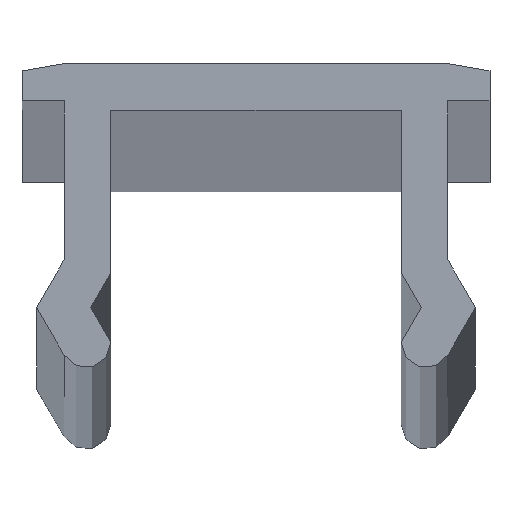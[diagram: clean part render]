
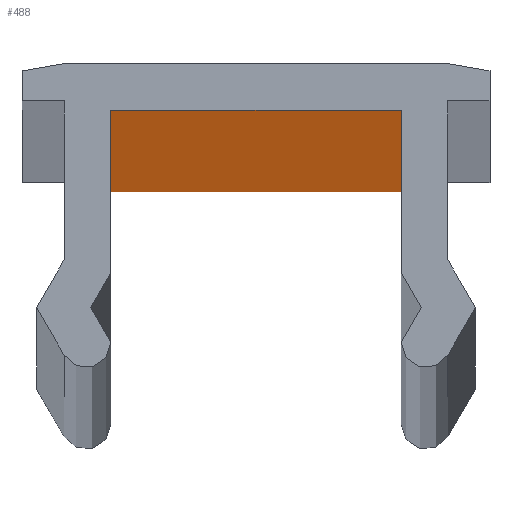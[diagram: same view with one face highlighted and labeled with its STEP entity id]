
A CAD part, top view. The second image highlights one B-rep face of the part: STEP entity #488.
In plain terms, the highlighted planar face has unit normal (0, -1, 0).
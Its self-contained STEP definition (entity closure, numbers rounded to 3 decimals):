
#78 = VECTOR ( 'NONE', #640, 1000. ) ;
#91 = AXIS2_PLACEMENT_3D ( 'NONE', #772, #769, #186 ) ;
#125 = CARTESIAN_POINT ( 'NONE',  ( -3.1, -1., 1000. ) ) ;
#142 = VERTEX_POINT ( 'NONE', #285 ) ;
#164 = EDGE_LOOP ( 'NONE', ( #554, #756, #677, #272 ) ) ;
#168 = DIRECTION ( 'NONE',  ( 0., 0., -1. ) ) ;
#186 = DIRECTION ( 'NONE',  ( -1., 0., 0. ) ) ;
#199 = CARTESIAN_POINT ( 'NONE',  ( -3.1, -1., 1000. ) ) ;
#250 = DIRECTION ( 'NONE',  ( 0., 0., -1. ) ) ;
#272 = ORIENTED_EDGE ( 'NONE', *, *, #560, .T. ) ;
#278 = VECTOR ( 'NONE', #250, 1000. ) ;
#284 = LINE ( 'NONE', #540, #481 ) ;
#285 = CARTESIAN_POINT ( 'NONE',  ( 3.1, -1., 0. ) ) ;
#321 = LINE ( 'NONE', #125, #278 ) ;
#432 = VECTOR ( 'NONE', #670, 1000. ) ;
#455 = CARTESIAN_POINT ( 'NONE',  ( 3.1, -1., 1000. ) ) ;
#472 = CARTESIAN_POINT ( 'NONE',  ( -3.1, -1., 1000. ) ) ;
#481 = VECTOR ( 'NONE', #168, 1000. ) ;
#488 = ADVANCED_FACE ( 'NONE', ( #757 ), #760, .F. ) ;
#521 = CARTESIAN_POINT ( 'NONE',  ( -3.1, -1., 0. ) ) ;
#534 = LINE ( 'NONE', #472, #432 ) ;
#540 = CARTESIAN_POINT ( 'NONE',  ( 3.1, -1., 1000. ) ) ;
#554 = ORIENTED_EDGE ( 'NONE', *, *, #732, .T. ) ;
#560 = EDGE_CURVE ( 'NONE', #587, #629, #321, .T. ) ;
#587 = VERTEX_POINT ( 'NONE', #199 ) ;
#591 = CARTESIAN_POINT ( 'NONE',  ( -3.1, -1., 0. ) ) ;
#593 = LINE ( 'NONE', #591, #78 ) ;
#619 = VERTEX_POINT ( 'NONE', #455 ) ;
#629 = VERTEX_POINT ( 'NONE', #521 ) ;
#640 = DIRECTION ( 'NONE',  ( 1., 0., 0. ) ) ;
#670 = DIRECTION ( 'NONE',  ( 1., 0., 0. ) ) ;
#677 = ORIENTED_EDGE ( 'NONE', *, *, #830, .F. ) ;
#732 = EDGE_CURVE ( 'NONE', #629, #142, #593, .T. ) ;
#756 = ORIENTED_EDGE ( 'NONE', *, *, #793, .F. ) ;
#757 = FACE_OUTER_BOUND ( 'NONE', #164, .T. ) ;
#760 = PLANE ( 'NONE',  #91 ) ;
#769 = DIRECTION ( 'NONE',  ( 0., 1., 0. ) ) ;
#772 = CARTESIAN_POINT ( 'NONE',  ( -3.1, -1., 1000. ) ) ;
#793 = EDGE_CURVE ( 'NONE', #619, #142, #284, .T. ) ;
#830 = EDGE_CURVE ( 'NONE', #587, #619, #534, .T. ) ;
